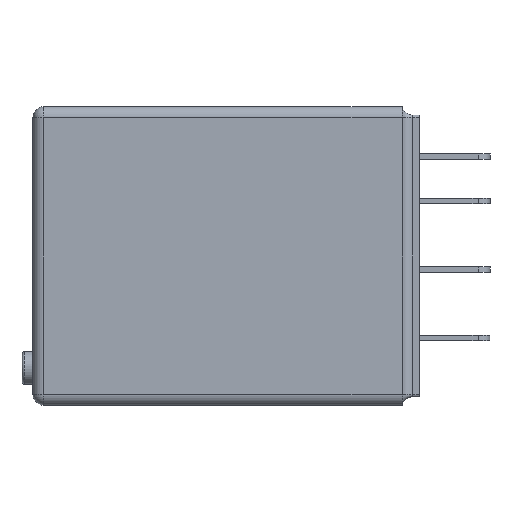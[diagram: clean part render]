
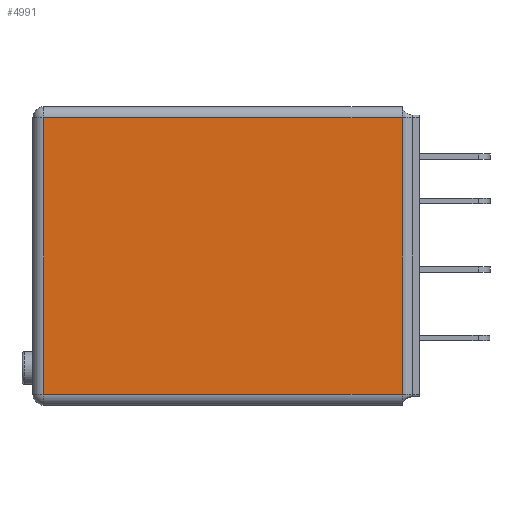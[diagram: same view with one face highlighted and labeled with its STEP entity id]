
A CAD part, left-side view. The second image highlights one B-rep face of the part: STEP entity #4991.
In plain terms, the highlighted planar face has unit normal (-1, 0, 0).
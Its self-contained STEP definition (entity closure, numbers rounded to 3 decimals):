
#1743=CARTESIAN_POINT('',(-21.2,1.6,26.5));
#1744=VERTEX_POINT('',#1743);
#1788=CARTESIAN_POINT('',(-21.2,1.6,1.));
#1789=VERTEX_POINT('',#1788);
#1790=CARTESIAN_POINT('',(-21.2,1.6,1.));
#1791=DIRECTION('',(0.0,0.0,1.0));
#1792=VECTOR('',#1791,25.5);
#1793=LINE('',#1790,#1792);
#1794=EDGE_CURVE('',#1789,#1744,#1793,.T.);
#3241=CARTESIAN_POINT('',(-21.2,34.6,26.5));
#3242=VERTEX_POINT('',#3241);
#3250=CARTESIAN_POINT('',(-21.2,1.6,26.5));
#3251=DIRECTION('',(0.0,1.0,0.0));
#3252=VECTOR('',#3251,33.0);
#3253=LINE('',#3250,#3252);
#3254=EDGE_CURVE('',#1744,#3242,#3253,.T.);
#4916=CARTESIAN_POINT('',(-21.2,34.6,1.0));
#4917=VERTEX_POINT('',#4916);
#4925=CARTESIAN_POINT('',(-21.2,34.6,1.0));
#4926=DIRECTION('',(0.0,0.0,1.0));
#4927=VECTOR('',#4926,25.5);
#4928=LINE('',#4925,#4927);
#4929=EDGE_CURVE('',#4917,#3242,#4928,.T.);
#4975=CARTESIAN_POINT('',(-21.2,0.0,1.0));
#4976=DIRECTION('',(-1.0,0.0,0.0));
#4977=DIRECTION('',(0.0,0.0,1.0));
#4978=AXIS2_PLACEMENT_3D('',#4975,#4976,#4977);
#4979=PLANE('',#4978);
#4980=ORIENTED_EDGE('',*,*,#1794,.T.);
#4981=ORIENTED_EDGE('',*,*,#3254,.T.);
#4982=ORIENTED_EDGE('',*,*,#4929,.F.);
#4983=CARTESIAN_POINT('',(-21.2,1.6,1.0));
#4984=DIRECTION('',(0.0,1.0,0.0));
#4985=VECTOR('',#4984,33.0);
#4986=LINE('',#4983,#4985);
#4987=EDGE_CURVE('',#1789,#4917,#4986,.T.);
#4988=ORIENTED_EDGE('',*,*,#4987,.F.);
#4989=EDGE_LOOP('',(#4980,#4981,#4982,#4988));
#4990=FACE_OUTER_BOUND('',#4989,.T.);
#4991=ADVANCED_FACE('',(#4990),#4979,.T.);
